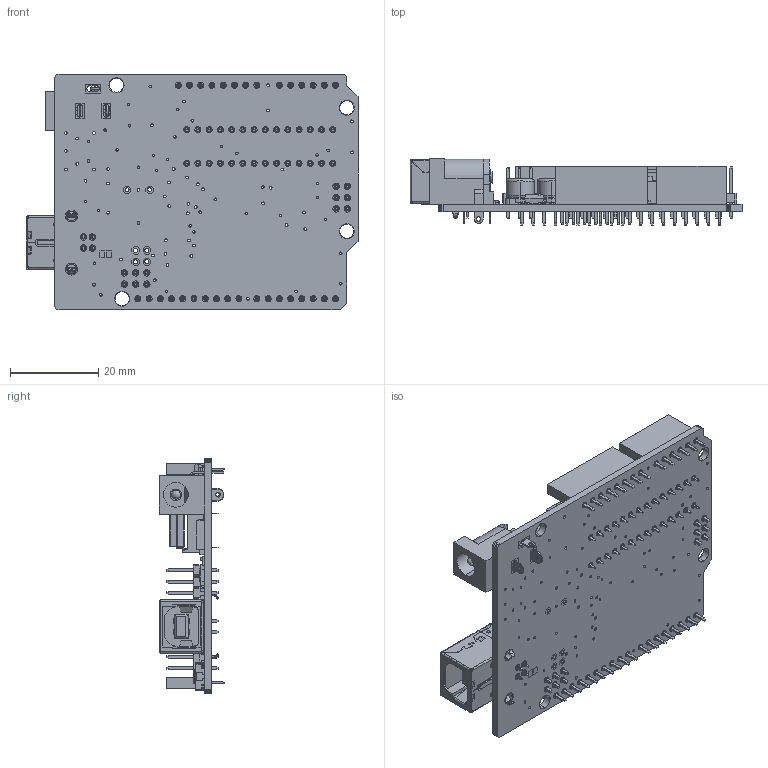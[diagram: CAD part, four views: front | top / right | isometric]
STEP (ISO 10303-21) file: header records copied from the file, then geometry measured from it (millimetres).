
FILE_DESCRIPTION (( 'STEP AP214' ), '1' );
FILE_NAME ('ARDUINO UNO REV3.STEP', '2022-03-03T02:35:13', ( '' ), ( '' ), 'SwSTEP 2.0', 'SolidWorks 2017', '' );
FILE_SCHEMA (( 'AUTOMOTIVE_DESIGN' ));
Length unit declared in the file: millimetre
Products named in the file (1): ARDUINO UNO REV3
Bounding box: 75.07 x 14.86 x 53.34 mm (x, y, z)
Volume: 12386.8 mm3; surface area: 22562.1 mm2
Topology: 284 solids, 284 shells, 4615 faces, 11200 edges, 7246 vertices
Faces by surface type: plane 3110, cylinder 1458, bspline 19, sphere 16, torus 12
Entity records: 189166 total; most frequent: CARTESIAN_POINT 24108, DIRECTION 23086, ORIENTED_EDGE 22372, EDGE_CURVE 11186, VECTOR 8138, LINE 8138, AXIS2_PLACEMENT_3D 7474, VERTEX_POINT 7242
